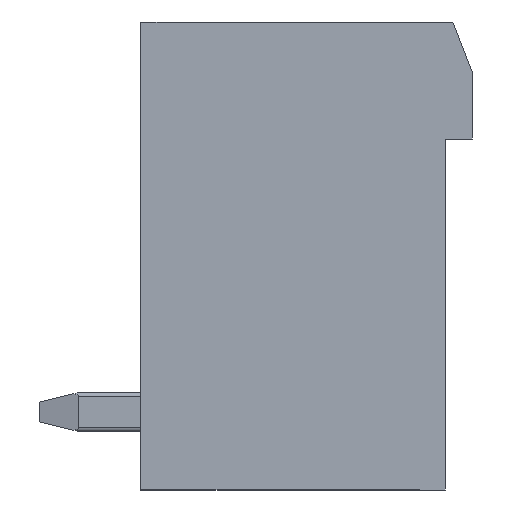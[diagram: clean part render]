
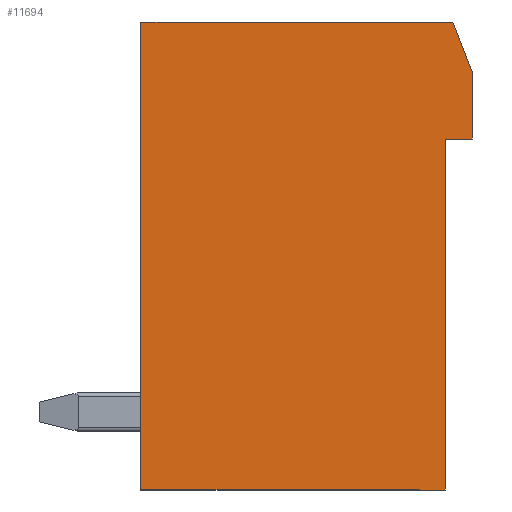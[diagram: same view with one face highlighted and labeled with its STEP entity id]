
A CAD part, left-side view. The second image highlights one B-rep face of the part: STEP entity #11694.
In plain terms, the highlighted planar face has unit normal (-1, 0, 0).
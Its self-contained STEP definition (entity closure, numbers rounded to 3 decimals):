
#3669=ORIENTED_EDGE('',*,*,#4463,.T.);
#3670=ORIENTED_EDGE('',*,*,#4508,.T.);
#3671=ORIENTED_EDGE('',*,*,#4540,.T.);
#3672=ORIENTED_EDGE('',*,*,#3847,.T.);
#3673=ORIENTED_EDGE('',*,*,#4558,.T.);
#3674=ORIENTED_EDGE('',*,*,#4555,.T.);
#3675=ORIENTED_EDGE('',*,*,#4554,.T.);
#3847=EDGE_CURVE('',#5493,#5492,#6548,.T.);
#4463=EDGE_CURVE('',#6009,#6011,#7086,.T.);
#4508=EDGE_CURVE('',#6011,#6035,#7121,.T.);
#4540=EDGE_CURVE('',#6035,#5493,#7153,.T.);
#4554=EDGE_CURVE('',#6057,#6009,#7167,.T.);
#4555=EDGE_CURVE('',#6058,#6057,#7168,.T.);
#4558=EDGE_CURVE('',#5492,#6058,#7171,.T.);
#5492=VERTEX_POINT('',#15739);
#5493=VERTEX_POINT('',#15741);
#6009=VERTEX_POINT('',#17020);
#6011=VERTEX_POINT('',#17024);
#6035=VERTEX_POINT('',#17099);
#6057=VERTEX_POINT('',#17158);
#6058=VERTEX_POINT('',#17173);
#6548=LINE('',#15740,#7861);
#7086=LINE('',#17025,#8399);
#7121=LINE('',#17100,#8434);
#7153=LINE('',#17153,#8466);
#7167=LINE('',#17170,#8480);
#7168=LINE('',#17172,#8481);
#7171=LINE('',#17178,#8484);
#7861=VECTOR('',#12649,1000.);
#8399=VECTOR('',#13499,1000.);
#8434=VECTOR('',#13566,1000.);
#8466=VECTOR('',#13600,1000.);
#8480=VECTOR('',#13616,1000.);
#8481=VECTOR('',#13619,1000.);
#8484=VECTOR('',#13624,1000.);
#9849=EDGE_LOOP('',(#3669,#3670,#3671,#3672,#3673,#3674,#3675));
#10562=FACE_BOUND('',#9849,.T.);
#11065=PLANE('',#12564);
#11694=ADVANCED_FACE('',(#10562),#11065,.T.);
#12564=AXIS2_PLACEMENT_3D('',#19214,#15530,#15531);
#12649=DIRECTION('',(0.,-1.,0.));
#13499=DIRECTION('',(0.,0.359,0.933));
#13566=DIRECTION('',(0.,1.,0.));
#13600=DIRECTION('',(0.,0.,-1.));
#13616=DIRECTION('',(0.,0.,1.));
#13619=DIRECTION('',(0.,-1.,0.));
#13624=DIRECTION('',(0.,0.,1.));
#15530=DIRECTION('',(-1.,0.,0.));
#15531=DIRECTION('',(0.,0.,1.));
#15739=CARTESIAN_POINT('',(-26.1,0.7,-6.));
#15740=CARTESIAN_POINT('',(-26.1,8.5,-6.));
#15741=CARTESIAN_POINT('',(-26.1,8.5,-6.));
#17020=CARTESIAN_POINT('',(-26.1,0.,4.7));
#17024=CARTESIAN_POINT('',(-26.1,0.5,6.));
#17025=CARTESIAN_POINT('',(-26.1,0.,4.7));
#17099=CARTESIAN_POINT('',(-26.1,8.5,6.));
#17100=CARTESIAN_POINT('',(-26.1,0.5,6.));
#17153=CARTESIAN_POINT('',(-26.1,8.5,6.));
#17158=CARTESIAN_POINT('',(-26.1,0.,3.));
#17170=CARTESIAN_POINT('',(-26.1,0.,3.));
#17172=CARTESIAN_POINT('',(-26.1,0.7,3.));
#17173=CARTESIAN_POINT('',(-26.1,0.7,3.));
#17178=CARTESIAN_POINT('',(-26.1,0.7,-6.));
#19214=CARTESIAN_POINT('',(-26.1,0.,0.));
